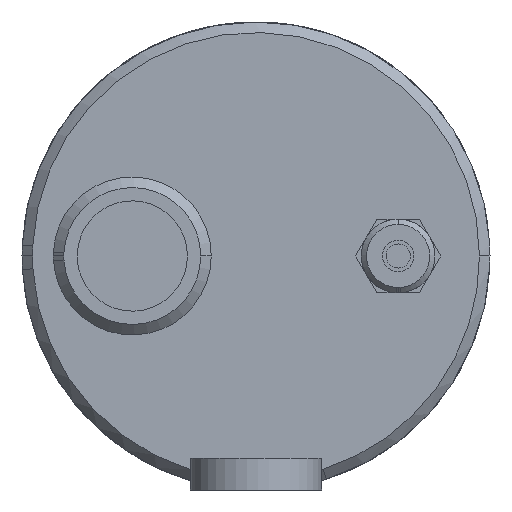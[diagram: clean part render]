
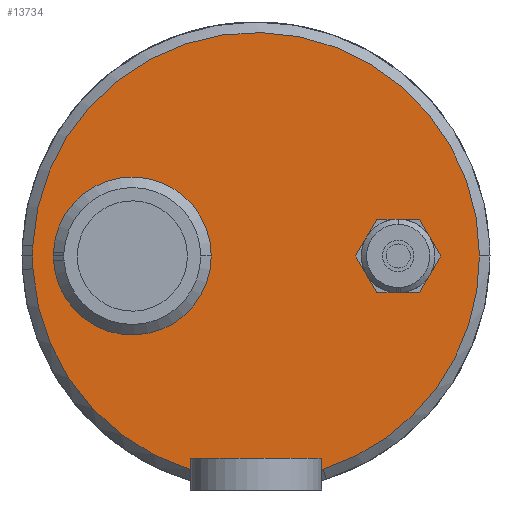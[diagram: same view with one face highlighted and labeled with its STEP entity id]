
A CAD part, front view. The second image highlights one B-rep face of the part: STEP entity #13734.
In plain terms, the highlighted planar face has unit normal (0, -1, 0).
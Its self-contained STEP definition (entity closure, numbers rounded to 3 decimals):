
#1975=VERTEX_POINT('',#4159);
#1977=EDGE_CURVE('',#4161,#1975,#4162,.T.);
#1987=EDGE_CURVE('',#1975,#4174,#4175,.T.);
#2079=VERTEX_POINT('',#4283);
#2081=EDGE_CURVE('',#4285,#2079,#4286,.T.);
#2209=EDGE_CURVE('',#2079,#4446,#4447,.T.);
#2221=VERTEX_POINT('',#4461);
#2223=EDGE_CURVE('',#4463,#2221,#4464,.T.);
#2373=VERTEX_POINT('',#4641);
#2383=VERTEX_POINT('',#4651);
#2387=EDGE_CURVE('',#2383,#2373,#4655,.T.);
#2393=VERTEX_POINT('',#4661);
#2397=EDGE_CURVE('',#2383,#2393,#4665,.T.);
#2403=VERTEX_POINT('',#4671);
#2405=EDGE_CURVE('',#2373,#2403,#4673,.T.);
#2409=VERTEX_POINT('',#4677);
#2419=VERTEX_POINT('',#4687);
#2423=EDGE_CURVE('',#2419,#2409,#4691,.T.);
#2427=EDGE_CURVE('',#2393,#2409,#4695,.T.);
#2531=EDGE_CURVE('',#2419,#2403,#4799,.T.);
#2581=VERTEX_POINT('',#4849);
#2583=VERTEX_POINT('',#4851);
#2585=EDGE_CURVE('',#2581,#2583,#4853,.T.);
#2631=VERTEX_POINT('',#4899);
#2633=EDGE_CURVE('',#2583,#2631,#4901,.T.);
#2637=VERTEX_POINT('',#4905);
#2641=EDGE_CURVE('',#2637,#4463,#4909,.T.);
#2643=EDGE_CURVE('',#2221,#2581,#4911,.T.);
#2645=EDGE_CURVE('',#4174,#2637,#4913,.T.);
#2647=EDGE_CURVE('',#2631,#4161,#4915,.T.);
#2649=VERTEX_POINT('',#4917);
#2651=EDGE_CURVE('',#2649,#4285,#4919,.T.);
#2653=EDGE_CURVE('',#4446,#2649,#4921,.T.);
#4159=CARTESIAN_POINT('',(8.333,52.034,-81.454));
#4161=VERTEX_POINT('',#11697);
#4162=CIRCLE('',#11698,42.45);
#4174=VERTEX_POINT('',#11715);
#4175=CIRCLE('',#11716,42.45);
#4283=CARTESIAN_POINT('',(42.283,52.034,-81.454));
#4285=VERTEX_POINT('',#11861);
#4286=CIRCLE('',#11862,15.0);
#4446=VERTEX_POINT('',#12089);
#4447=CIRCLE('',#12090,15.0);
#4461=CARTESIAN_POINT('',(63.283,52.034,-122.022));
#4463=VERTEX_POINT('',#12111);
#4464=CIRCLE('',#12112,42.45);
#4641=CARTESIAN_POINT('',(73.741,52.034,-74.454));
#4651=CARTESIAN_POINT('',(81.824,52.034,-74.454));
#4655=LINE('',#12378,#12379);
#4661=CARTESIAN_POINT('',(85.866,52.034,-81.454));
#4665=LINE('',#12394,#12395);
#4671=CARTESIAN_POINT('',(69.7,52.034,-81.454));
#4673=LINE('',#12406,#12407);
#4677=CARTESIAN_POINT('',(81.824,52.034,-88.454));
#4687=CARTESIAN_POINT('',(73.741,52.034,-88.454));
#4691=LINE('',#12434,#12435);
#4695=LINE('',#12442,#12443);
#4799=LINE('',#12602,#12603);
#4849=CARTESIAN_POINT('',(63.283,52.034,-119.904));
#4851=CARTESIAN_POINT('',(38.283,52.034,-119.904));
#4853=LINE('',#12689,#12690);
#4899=CARTESIAN_POINT('',(38.283,52.034,-122.022));
#4901=LINE('',#12765,#12766);
#4905=CARTESIAN_POINT('',(93.233,52.034,-81.454));
#4909=CIRCLE('',#12790,42.45);
#4911=LINE('',#12793,#12794);
#4913=CIRCLE('',#12797,42.45);
#4915=CIRCLE('',#12800,42.45);
#4917=CARTESIAN_POINT('',(12.283,52.034,-81.454));
#4919=CIRCLE('',#12805,15.0);
#4921=CIRCLE('',#12808,15.0);
#11697=CARTESIAN_POINT('',(8.403,52.034,-83.898));
#11698=AXIS2_PLACEMENT_3D('',#14556,#14557,#14558);
#11715=CARTESIAN_POINT('',(8.378,52.034,-79.492));
#11716=AXIS2_PLACEMENT_3D('',#14566,#14567,#14568);
#11861=CARTESIAN_POINT('',(12.307,52.034,-82.317));
#11862=AXIS2_PLACEMENT_3D('',#14636,#14637,#14638);
#12089=CARTESIAN_POINT('',(12.299,52.034,-80.761));
#12090=AXIS2_PLACEMENT_3D('',#14778,#14779,#14780);
#12111=CARTESIAN_POINT('',(63.551,52.034,-121.938));
#12112=AXIS2_PLACEMENT_3D('',#14788,#14789,#14790);
#12378=CARTESIAN_POINT('',(81.824,52.034,-74.454));
#12379=VECTOR('',#14934,1.0);
#12394=CARTESIAN_POINT('',(81.824,52.034,-74.454));
#12395=VECTOR('',#14937,1.);
#12406=CARTESIAN_POINT('',(73.741,52.034,-74.454));
#12407=VECTOR('',#14939,1.0);
#12434=CARTESIAN_POINT('',(73.741,52.034,-88.454));
#12435=VECTOR('',#14944,1.0);
#12442=CARTESIAN_POINT('',(85.866,52.034,-81.454));
#12443=VECTOR('',#14946,1.);
#12602=CARTESIAN_POINT('',(73.741,52.034,-88.454));
#12603=VECTOR('',#15009,1.0);
#12689=CARTESIAN_POINT('',(63.283,52.034,-119.904));
#12690=VECTOR('',#15043,1.0);
#12765=CARTESIAN_POINT('',(38.283,52.034,-119.904));
#12766=VECTOR('',#15072,1.0);
#12790=AXIS2_PLACEMENT_3D('',#15074,#15075,#15076);
#12793=CARTESIAN_POINT('',(63.283,52.034,-122.022));
#12794=VECTOR('',#15077,1.0);
#12797=AXIS2_PLACEMENT_3D('',#15078,#15079,#15080);
#12800=AXIS2_PLACEMENT_3D('',#15081,#15082,#15083);
#12805=AXIS2_PLACEMENT_3D('',#15084,#15085,#15086);
#12808=AXIS2_PLACEMENT_3D('',#15087,#15088,#15089);
#13734=ADVANCED_FACE('',(#15550,#15551,#15552),#15553,.T.);
#14556=CARTESIAN_POINT('',(50.783,52.034,-81.454));
#14557=DIRECTION('',(0.,1.0,0.));
#14558=DIRECTION('',(-0.294,0.,-0.956));
#14566=CARTESIAN_POINT('',(50.783,52.034,-81.454));
#14567=DIRECTION('',(0.0,1.0,0.0));
#14568=DIRECTION('',(-1.0,0.0,0.0));
#14636=CARTESIAN_POINT('',(27.283,52.034,-81.454));
#14637=DIRECTION('',(0.0,-1.0,0.0));
#14638=DIRECTION('',(-1.0,0.0,0.0));
#14778=CARTESIAN_POINT('',(27.283,52.034,-81.454));
#14779=DIRECTION('',(0.0,-1.0,0.0));
#14780=DIRECTION('',(1.0,0.0,0.0));
#14788=CARTESIAN_POINT('',(50.783,52.034,-81.454));
#14789=DIRECTION('',(0.,1.0,0.));
#14790=DIRECTION('',(1.0,0.,0.));
#14934=DIRECTION('',(-1.0,0.0,0.0));
#14937=DIRECTION('',(0.5,0.0,-0.866));
#14939=DIRECTION('',(-0.5,0.0,-0.866));
#14944=DIRECTION('',(1.0,0.0,0.0));
#14946=DIRECTION('',(-0.5,0.0,-0.866));
#15009=DIRECTION('',(-0.5,0.0,0.866));
#15043=DIRECTION('',(-1.0,0.0,0.0));
#15072=DIRECTION('',(0.0,0.0,-1.0));
#15074=CARTESIAN_POINT('',(50.783,52.034,-81.454));
#15075=DIRECTION('',(0.,1.0,0.));
#15076=DIRECTION('',(1.0,0.,0.));
#15077=DIRECTION('',(0.0,0.0,1.0));
#15078=CARTESIAN_POINT('',(50.783,52.034,-81.454));
#15079=DIRECTION('',(0.0,1.0,0.0));
#15080=DIRECTION('',(-1.0,0.0,0.0));
#15081=CARTESIAN_POINT('',(50.783,52.034,-81.454));
#15082=DIRECTION('',(0.,1.0,0.));
#15083=DIRECTION('',(-0.294,0.,-0.956));
#15084=CARTESIAN_POINT('',(27.283,52.034,-81.454));
#15085=DIRECTION('',(0.0,-1.0,0.0));
#15086=DIRECTION('',(-1.0,0.0,0.0));
#15087=CARTESIAN_POINT('',(27.283,52.034,-81.454));
#15088=DIRECTION('',(0.0,-1.0,0.0));
#15089=DIRECTION('',(1.0,0.0,0.0));
#15550=FACE_OUTER_BOUND('',#16057,.T.);
#15551=FACE_BOUND('',#16058,.T.);
#15552=FACE_BOUND('',#16059,.T.);
#15553=PLANE('',#16060);
#16057=EDGE_LOOP('',(#17398,#17399,#17400,#17401,#17402,#17403,#17404,#17405,#17406));
#16058=EDGE_LOOP('',(#17407,#17408,#17409,#17410));
#16059=EDGE_LOOP('',(#17411,#17412,#17413,#17414,#17415,#17416));
#16060=AXIS2_PLACEMENT_3D('',#17417,#17418,#17419);
#17398=ORIENTED_EDGE('',*,*,#2585,.F.);
#17399=ORIENTED_EDGE('',*,*,#2643,.F.);
#17400=ORIENTED_EDGE('',*,*,#2223,.F.);
#17401=ORIENTED_EDGE('',*,*,#2641,.F.);
#17402=ORIENTED_EDGE('',*,*,#2645,.F.);
#17403=ORIENTED_EDGE('',*,*,#1987,.F.);
#17404=ORIENTED_EDGE('',*,*,#1977,.F.);
#17405=ORIENTED_EDGE('',*,*,#2647,.F.);
#17406=ORIENTED_EDGE('',*,*,#2633,.F.);
#17407=ORIENTED_EDGE('',*,*,#2209,.F.);
#17408=ORIENTED_EDGE('',*,*,#2081,.F.);
#17409=ORIENTED_EDGE('',*,*,#2651,.F.);
#17410=ORIENTED_EDGE('',*,*,#2653,.F.);
#17411=ORIENTED_EDGE('',*,*,#2427,.T.);
#17412=ORIENTED_EDGE('',*,*,#2423,.F.);
#17413=ORIENTED_EDGE('',*,*,#2531,.T.);
#17414=ORIENTED_EDGE('',*,*,#2405,.F.);
#17415=ORIENTED_EDGE('',*,*,#2387,.F.);
#17416=ORIENTED_EDGE('',*,*,#2397,.T.);
#17417=CARTESIAN_POINT('',(6.207,52.034,-124.1));
#17418=DIRECTION('',(0.0,-1.0,0.0));
#17419=DIRECTION('',(0.0,0.0,-1.0));
